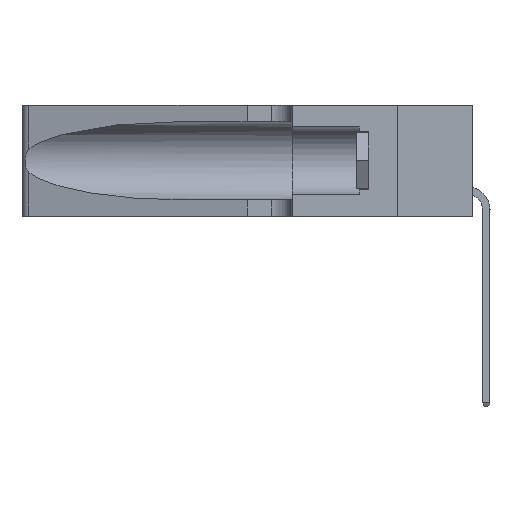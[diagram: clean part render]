
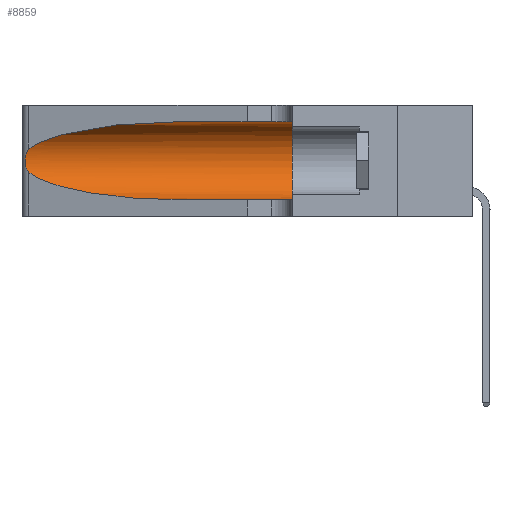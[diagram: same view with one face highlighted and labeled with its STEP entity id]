
A CAD part, left-side view. The second image highlights one B-rep face of the part: STEP entity #8859.
In plain terms, the highlighted cylindrical face has radius 3.308 mm (diameter 6.617 mm), a partial arc.
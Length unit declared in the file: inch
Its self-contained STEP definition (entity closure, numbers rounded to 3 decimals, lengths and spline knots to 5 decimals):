
#3 = EDGE_CURVE ( 'NONE', #1401, #423, #11328, .T. ) ;
#414 = CARTESIAN_POINT ( 'NONE',  ( 0.25639, 1.23184, 0.21858 ) ) ;
#423 = VERTEX_POINT ( 'NONE', #808 ) ;
#808 = CARTESIAN_POINT ( 'NONE',  ( 0.1305, 0.35, 0.05475 ) ) ;
#1401 = VERTEX_POINT ( 'NONE', #21683 ) ;
#2163 = VECTOR ( 'NONE', #9559, 39.37008 ) ;
#2187 = CARTESIAN_POINT ( 'NONE',  ( 0.25487, 1.22718, 0.14631 ) ) ;
#2192 = CARTESIAN_POINT ( 'NONE',  ( 0.25487, 1.22718, 0.22369 ) ) ;
#2340 = CARTESIAN_POINT ( 'NONE',  ( 0.1305, 0.72297, 0.31525 ) ) ;
#3434 = DIRECTION ( 'NONE',  ( 0., 1., 0. ) ) ;
#3756 = CARTESIAN_POINT ( 'NONE',  ( 0.25787, 1.23484, 0.2124 ) ) ;
#3992 = ORIENTED_EDGE ( 'NONE', *, *, #3, .F. ) ;
#4368 = VERTEX_POINT ( 'NONE', #13345 ) ;
#4690 = CARTESIAN_POINT ( 'NONE',  ( 0.1305, 1.61858, 0.185 ) ) ;
#5605 =( BOUNDED_CURVE ( )  B_SPLINE_CURVE ( 3, ( #13896, #9343, #21722, #20468 ),
 .UNSPECIFIED., .F., .T. ) 
 B_SPLINE_CURVE_WITH_KNOTS ( ( 4, 4 ),
 ( 3.44316, 4.71239 ),
 .UNSPECIFIED. ) 
 CURVE ( )  GEOMETRIC_REPRESENTATION_ITEM ( )  RATIONAL_B_SPLINE_CURVE ( ( 1., 0.87, 0.87, 1. ) ) 
 REPRESENTATION_ITEM ( '' )  );
#5805 = CARTESIAN_POINT ( 'NONE',  ( 0.2373, 1.15595, 0.28018 ) ) ;
#6509 = CARTESIAN_POINT ( 'NONE',  ( 0.25487, 1.22718, 0.14631 ) ) ;
#6592 = VERTEX_POINT ( 'NONE', #6509 ) ;
#7048 = CYLINDRICAL_SURFACE ( 'NONE', #10786, 0.13025 ) ;
#7117 = LINE ( 'NONE', #20002, #2163 ) ;
#7273 = CARTESIAN_POINT ( 'NONE',  ( 0.25854, 1.2359, 0.20912 ) ) ;
#7448 = DIRECTION ( 'NONE',  ( 0., -1., 0. ) ) ;
#7752 = EDGE_CURVE ( 'NONE', #4368, #7755, #17148, .T. ) ;
#7755 = VERTEX_POINT ( 'NONE', #9061 ) ;
#8859 = ADVANCED_FACE ( 'NONE', ( #10357 ), #7048, .F. ) ;
#9056 = CARTESIAN_POINT ( 'NONE',  ( 0.25856, 1.23593, 0.16098 ) ) ;
#9061 = CARTESIAN_POINT ( 'NONE',  ( 0.25487, 1.22718, 0.22369 ) ) ;
#9211 = ORIENTED_EDGE ( 'NONE', *, *, #7752, .T. ) ;
#9216 = CARTESIAN_POINT ( 'NONE',  ( 0.25789, 1.23486, 0.15765 ) ) ;
#9343 = CARTESIAN_POINT ( 'NONE',  ( 0.2373, 1.15595, 0.08982 ) ) ;
#9559 = DIRECTION ( 'NONE',  ( 0., -1., 0. ) ) ;
#10253 = DIRECTION ( 'NONE',  ( 0., 0., -1. ) ) ;
#10357 = FACE_OUTER_BOUND ( 'NONE', #13710, .T. ) ;
#10642 = CARTESIAN_POINT ( 'NONE',  ( 0.25487, 1.22718, 0.22369 ) ) ;
#10786 = AXIS2_PLACEMENT_3D ( 'NONE', #4690, #20705, #10253 ) ;
#10799 = CARTESIAN_POINT ( 'NONE',  ( 0.25555, 1.22993, 0.14849 ) ) ;
#10873 = CARTESIAN_POINT ( 'NONE',  ( 0.26075, 1.23896, 0.19203 ) ) ;
#10920 = EDGE_CURVE ( 'NONE', #7755, #6592, #22640, .T. ) ;
#11328 = CIRCLE ( 'NONE', #18538, 0.13025 ) ;
#12424 = ORIENTED_EDGE ( 'NONE', *, *, #19548, .T. ) ;
#12700 = CARTESIAN_POINT ( 'NONE',  ( 0.26075, 1.23896, 0.178 ) ) ;
#12919 = LINE ( 'NONE', #15954, #17045 ) ;
#13345 = CARTESIAN_POINT ( 'NONE',  ( 0.1305, 0.72297, 0.31525 ) ) ;
#13710 = EDGE_LOOP ( 'NONE', ( #9211, #21417, #12424, #18261, #3992, #15202 ) ) ;
#13896 = CARTESIAN_POINT ( 'NONE',  ( 0.25487, 1.22718, 0.14631 ) ) ;
#13933 = EDGE_CURVE ( 'NONE', #4368, #1401, #7117, .T. ) ;
#14073 = DIRECTION ( 'NONE',  ( 0., 0., 1. ) ) ;
#14233 = CARTESIAN_POINT ( 'NONE',  ( 0.25555, 1.22994, 0.2215 ) ) ;
#15202 = ORIENTED_EDGE ( 'NONE', *, *, #13933, .F. ) ;
#15954 = CARTESIAN_POINT ( 'NONE',  ( 0.1305, 1.61858, 0.05475 ) ) ;
#16003 = CARTESIAN_POINT ( 'NONE',  ( 0.26018, 1.23835, 0.19895 ) ) ;
#17045 = VECTOR ( 'NONE', #7448, 39.37008 ) ;
#17148 =( BOUNDED_CURVE ( )  B_SPLINE_CURVE ( 3, ( #2340, #19656, #5805, #2192 ),
 .UNSPECIFIED., .F., .T. ) 
 B_SPLINE_CURVE_WITH_KNOTS ( ( 4, 4 ),
 ( 1.5708, 2.84003 ),
 .UNSPECIFIED. ) 
 CURVE ( )  GEOMETRIC_REPRESENTATION_ITEM ( )  RATIONAL_B_SPLINE_CURVE ( ( 1., 0.87, 0.87, 1. ) ) 
 REPRESENTATION_ITEM ( '' )  );
#17624 = CARTESIAN_POINT ( 'NONE',  ( 0.1305, 0.72297, 0.05475 ) ) ;
#18261 = ORIENTED_EDGE ( 'NONE', *, *, #18324, .T. ) ;
#18324 = EDGE_CURVE ( 'NONE', #22304, #423, #12919, .T. ) ;
#18538 = AXIS2_PLACEMENT_3D ( 'NONE', #19356, #3434, #14073 ) ;
#19356 = CARTESIAN_POINT ( 'NONE',  ( 0.1305, 0.35, 0.185 ) ) ;
#19548 = EDGE_CURVE ( 'NONE', #6592, #22304, #5605, .T. ) ;
#19650 = CARTESIAN_POINT ( 'NONE',  ( 0.26017, 1.23833, 0.17102 ) ) ;
#19656 = CARTESIAN_POINT ( 'NONE',  ( 0.18966, 0.96281, 0.31525 ) ) ;
#20002 = CARTESIAN_POINT ( 'NONE',  ( 0.1305, 1.61858, 0.31525 ) ) ;
#20468 = CARTESIAN_POINT ( 'NONE',  ( 0.1305, 0.72297, 0.05475 ) ) ;
#20705 = DIRECTION ( 'NONE',  ( 0., -1., 0. ) ) ;
#21277 = CARTESIAN_POINT ( 'NONE',  ( 0.25639, 1.23186, 0.15144 ) ) ;
#21417 = ORIENTED_EDGE ( 'NONE', *, *, #10920, .T. ) ;
#21683 = CARTESIAN_POINT ( 'NONE',  ( 0.1305, 0.35, 0.31525 ) ) ;
#21722 = CARTESIAN_POINT ( 'NONE',  ( 0.18966, 0.96281, 0.05475 ) ) ;
#22304 = VERTEX_POINT ( 'NONE', #17624 ) ;
#22640 = B_SPLINE_CURVE_WITH_KNOTS ( 'NONE', 3,
 ( #10642, #14233, #414, #3756, #7273, #16003, #10873, #12700, #19650, #9056, #9216, #21277, #10799, #2187 ),
 .UNSPECIFIED., .F., .F.,
 ( 4, 2, 2, 2, 2, 2, 4 ),
 ( 0., 0.00027, 0.00053, 0.00107, 0.0016, 0.00187, 0.00214 ),
 .UNSPECIFIED. ) ;
